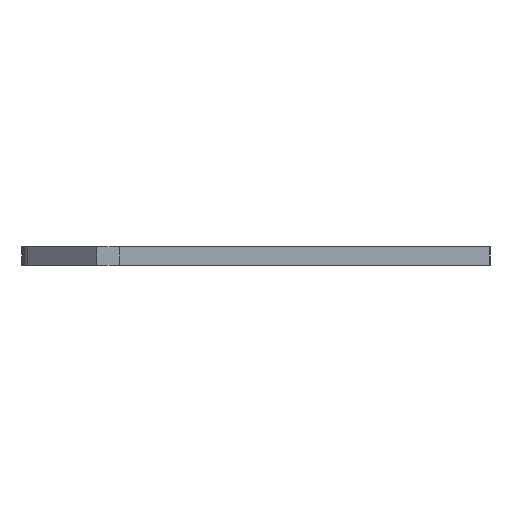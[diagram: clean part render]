
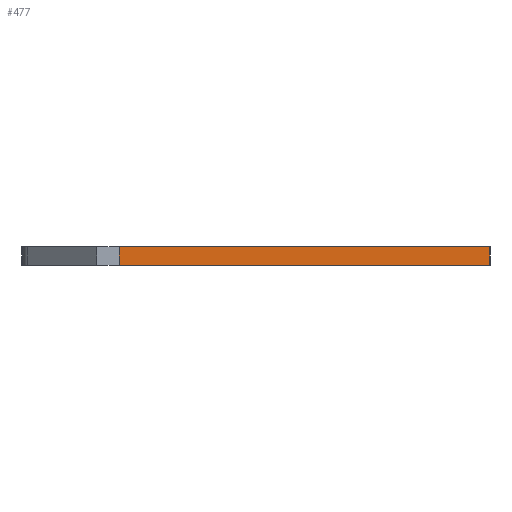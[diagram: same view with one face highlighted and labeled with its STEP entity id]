
A CAD part, left-side view. The second image highlights one B-rep face of the part: STEP entity #477.
In plain terms, the highlighted free-form (B-spline) face has degree [1, 1] with [2, 2] control points.
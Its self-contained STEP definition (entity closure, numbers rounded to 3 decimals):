
#33 = CARTESIAN_POINT ( 'NONE',  ( 111.427, -177.793, 0. ) ) ;
#39 = FACE_OUTER_BOUND ( 'NONE', #504, .T. ) ;
#81 = VERTEX_POINT ( 'NONE', #151 ) ;
#132 = EDGE_CURVE ( 'NONE', #802, #81, #855, .T. ) ;
#140 = EDGE_CURVE ( 'NONE', #81, #223, #921, .T. ) ;
#151 = CARTESIAN_POINT ( 'NONE',  ( 111.427, 20.207, 10. ) ) ;
#223 = VERTEX_POINT ( 'NONE', #740 ) ;
#233 = CARTESIAN_POINT ( 'NONE',  ( 111.427, 20.207, 0. ) ) ;
#255 = CARTESIAN_POINT ( 'NONE',  ( 111.427, -177.793, 0. ) ) ;
#259 = ORIENTED_EDGE ( 'NONE', *, *, #722, .T. ) ;
#298 = CARTESIAN_POINT ( 'NONE',  ( 111.427, -177.793, 10. ) ) ;
#370 = CARTESIAN_POINT ( 'NONE',  ( 111.427, -177.793, 0. ) ) ;
#415 = CARTESIAN_POINT ( 'NONE',  ( 111.427, 20.207, 10. ) ) ;
#477 = ADVANCED_FACE ( 'NONE', ( #39 ), #1017, .F. ) ;
#489 = B_SPLINE_CURVE_WITH_KNOTS ( 'NONE', 1,
 ( #646, #33 ),
 .UNSPECIFIED., .F., .F.,
 ( 2, 2 ),
 ( 0., 1. ),
 .UNSPECIFIED. ) ;
#504 = EDGE_LOOP ( 'NONE', ( #909, #597, #730, #259 ) ) ;
#544 = CARTESIAN_POINT ( 'NONE',  ( 111.427, 20.207, 10. ) ) ;
#560 = CARTESIAN_POINT ( 'NONE',  ( 111.427, 20.207, 0. ) ) ;
#597 = ORIENTED_EDGE ( 'NONE', *, *, #140, .F. ) ;
#633 = CARTESIAN_POINT ( 'NONE',  ( 111.427, 20.207, 10. ) ) ;
#638 = B_SPLINE_CURVE_WITH_KNOTS ( 'NONE', 1,
 ( #1011, #298 ),
 .UNSPECIFIED., .F., .F.,
 ( 2, 2 ),
 ( 0., 1. ),
 .UNSPECIFIED. ) ;
#646 = CARTESIAN_POINT ( 'NONE',  ( 111.427, 20.207, 0. ) ) ;
#663 = CARTESIAN_POINT ( 'NONE',  ( 111.427, 20.207, 0. ) ) ;
#667 = CARTESIAN_POINT ( 'NONE',  ( 111.427, -177.793, 10. ) ) ;
#722 = EDGE_CURVE ( 'NONE', #802, #768, #489, .T. ) ;
#730 = ORIENTED_EDGE ( 'NONE', *, *, #132, .F. ) ;
#740 = CARTESIAN_POINT ( 'NONE',  ( 111.427, -177.793, 10. ) ) ;
#768 = VERTEX_POINT ( 'NONE', #370 ) ;
#789 = CARTESIAN_POINT ( 'NONE',  ( 111.427, -177.793, 10. ) ) ;
#802 = VERTEX_POINT ( 'NONE', #663 ) ;
#855 = B_SPLINE_CURVE_WITH_KNOTS ( 'NONE', 1,
 ( #233, #544 ),
 .UNSPECIFIED., .F., .F.,
 ( 2, 2 ),
 ( 0., 1. ),
 .UNSPECIFIED. ) ;
#880 = EDGE_CURVE ( 'NONE', #768, #223, #638, .T. ) ;
#909 = ORIENTED_EDGE ( 'NONE', *, *, #880, .T. ) ;
#921 = B_SPLINE_CURVE_WITH_KNOTS ( 'NONE', 1,
 ( #633, #789 ),
 .UNSPECIFIED., .F., .F.,
 ( 2, 2 ),
 ( 0., 1. ),
 .UNSPECIFIED. ) ;
#1011 = CARTESIAN_POINT ( 'NONE',  ( 111.427, -177.793, 0. ) ) ;
#1017 = B_SPLINE_SURFACE_WITH_KNOTS ( 'NONE', 1, 1, ( 
 ( #255, #667 ),
 ( #560, #415 ) ),
 .UNSPECIFIED., .F., .F., .F.,
 ( 2, 2 ),
 ( 2, 2 ),
 ( 0., 1. ),
 ( 0., 1. ),
 .UNSPECIFIED. ) ;
